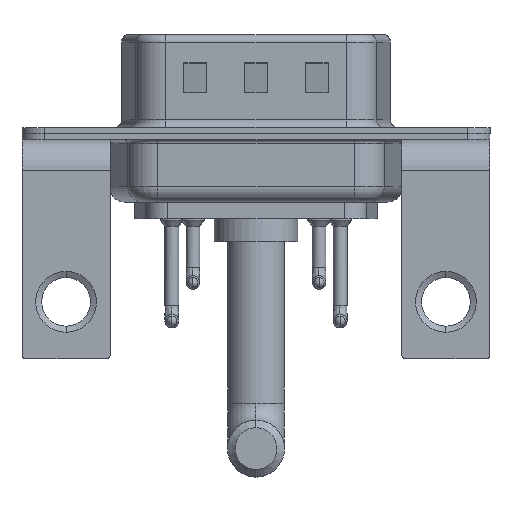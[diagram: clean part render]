
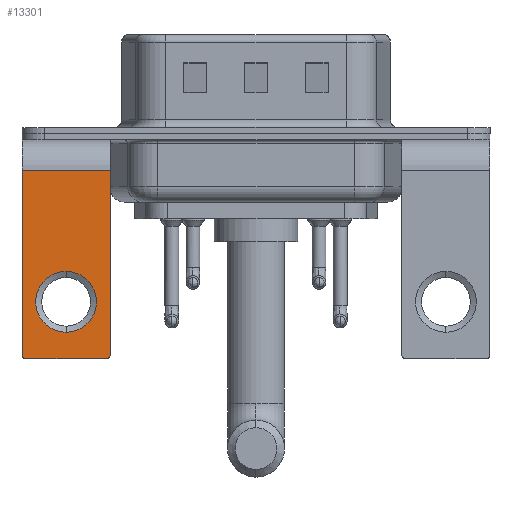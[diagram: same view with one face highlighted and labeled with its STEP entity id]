
A CAD part, front view. The second image highlights one B-rep face of the part: STEP entity #13301.
In plain terms, the highlighted planar face has unit normal (0, -1, 0).
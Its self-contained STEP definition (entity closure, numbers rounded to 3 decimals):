
#49 = LINE ( 'NONE', #3400, #10513 ) ;
#136 = EDGE_CURVE ( 'NONE', #767, #13637, #16923, .T. ) ;
#181 = VERTEX_POINT ( 'NONE', #17853 ) ;
#555 = DIRECTION ( 'NONE',  ( 0., 1., 0. ) ) ;
#767 = VERTEX_POINT ( 'NONE', #1020 ) ;
#859 = CIRCLE ( 'NONE', #8595, 0.25 ) ;
#870 = AXIS2_PLACEMENT_3D ( 'NONE', #5080, #7824, #12612 ) ;
#1020 = CARTESIAN_POINT ( 'NONE',  ( -2.9, -6.25, -2.4 ) ) ;
#1122 = DIRECTION ( 'NONE',  ( 0., 1., 0. ) ) ;
#1572 = VERTEX_POINT ( 'NONE', #7780 ) ;
#2120 = AXIS2_PLACEMENT_3D ( 'NONE', #3598, #11032, #8169 ) ;
#2148 = EDGE_CURVE ( 'NONE', #14873, #1572, #9976, .T. ) ;
#2428 = CARTESIAN_POINT ( 'NONE',  ( -2.9, -6.25, -14.55 ) ) ;
#2456 = FACE_OUTER_BOUND ( 'NONE', #4755, .T. ) ;
#2576 = ORIENTED_EDGE ( 'NONE', *, *, #13092, .T. ) ;
#2773 = AXIS2_PLACEMENT_3D ( 'NONE', #14962, #1122, #13436 ) ;
#3400 = CARTESIAN_POINT ( 'NONE',  ( 2.9, -6.25, -2.4 ) ) ;
#3471 = CARTESIAN_POINT ( 'NONE',  ( -2.65, -6.25, -14.8 ) ) ;
#3598 = CARTESIAN_POINT ( 'NONE',  ( 0., -6.25, -11.07 ) ) ;
#3672 = CARTESIAN_POINT ( 'NONE',  ( 2.9, -6.25, -2.4 ) ) ;
#3685 = CARTESIAN_POINT ( 'NONE',  ( 0., -6.25, -11.07 ) ) ;
#3920 = EDGE_CURVE ( 'NONE', #181, #10943, #6933, .T. ) ;
#3979 = FACE_BOUND ( 'NONE', #10038, .T. ) ;
#4755 = EDGE_LOOP ( 'NONE', ( #14617, #5549, #12237, #15086, #6433, #2576 ) ) ;
#4770 = CARTESIAN_POINT ( 'NONE',  ( 2.9, -6.25, -14.55 ) ) ;
#5080 = CARTESIAN_POINT ( 'NONE',  ( -2.65, -6.25, -14.55 ) ) ;
#5293 = VECTOR ( 'NONE', #14583, 1000. ) ;
#5549 = ORIENTED_EDGE ( 'NONE', *, *, #19138, .T. ) ;
#6243 = DIRECTION ( 'NONE',  ( 0., 0., -1. ) ) ;
#6429 = VECTOR ( 'NONE', #18651, 1000. ) ;
#6433 = ORIENTED_EDGE ( 'NONE', *, *, #16056, .F. ) ;
#6933 = LINE ( 'NONE', #14767, #5293 ) ;
#7780 = CARTESIAN_POINT ( 'NONE',  ( 0., -6.25, -9.07 ) ) ;
#7824 = DIRECTION ( 'NONE',  ( 0., -1., 0. ) ) ;
#8012 = AXIS2_PLACEMENT_3D ( 'NONE', #3685, #555, #15993 ) ;
#8066 = DIRECTION ( 'NONE',  ( -1., 0., 0. ) ) ;
#8169 = DIRECTION ( 'NONE',  ( 0., 0., 1. ) ) ;
#8248 = ORIENTED_EDGE ( 'NONE', *, *, #18233, .T. ) ;
#8595 = AXIS2_PLACEMENT_3D ( 'NONE', #18963, #16618, #12042 ) ;
#8849 = PLANE ( 'NONE',  #2773 ) ;
#9444 = VERTEX_POINT ( 'NONE', #4770 ) ;
#9601 = VERTEX_POINT ( 'NONE', #17484 ) ;
#9976 = CIRCLE ( 'NONE', #8012, 2. ) ;
#10038 = EDGE_LOOP ( 'NONE', ( #15872, #8248 ) ) ;
#10513 = VECTOR ( 'NONE', #6243, 1000. ) ;
#10943 = VERTEX_POINT ( 'NONE', #3471 ) ;
#11032 = DIRECTION ( 'NONE',  ( 0., 1., 0. ) ) ;
#12042 = DIRECTION ( 'NONE',  ( 0., 0., 1. ) ) ;
#12237 = ORIENTED_EDGE ( 'NONE', *, *, #3920, .F. ) ;
#12320 = CARTESIAN_POINT ( 'NONE',  ( 0., -6.25, -13.07 ) ) ;
#12612 = DIRECTION ( 'NONE',  ( 0., 0., 1. ) ) ;
#12656 = CARTESIAN_POINT ( 'NONE',  ( -2.9, -6.25, -2.4 ) ) ;
#12700 = EDGE_CURVE ( 'NONE', #181, #9444, #859, .T. ) ;
#13035 = LINE ( 'NONE', #3672, #19014 ) ;
#13092 = EDGE_CURVE ( 'NONE', #9601, #767, #13035, .T. ) ;
#13301 = ADVANCED_FACE ( 'NONE', ( #3979, #2456 ), #8849, .F. ) ;
#13436 = DIRECTION ( 'NONE',  ( 0., 0., 1. ) ) ;
#13637 = VERTEX_POINT ( 'NONE', #2428 ) ;
#14583 = DIRECTION ( 'NONE',  ( -1., 0., 0. ) ) ;
#14617 = ORIENTED_EDGE ( 'NONE', *, *, #136, .T. ) ;
#14767 = CARTESIAN_POINT ( 'NONE',  ( 2.9, -6.25, -14.8 ) ) ;
#14799 = CIRCLE ( 'NONE', #2120, 2. ) ;
#14873 = VERTEX_POINT ( 'NONE', #12320 ) ;
#14962 = CARTESIAN_POINT ( 'NONE',  ( 2.9, -6.25, -2.4 ) ) ;
#15086 = ORIENTED_EDGE ( 'NONE', *, *, #12700, .T. ) ;
#15805 = CIRCLE ( 'NONE', #870, 0.25 ) ;
#15872 = ORIENTED_EDGE ( 'NONE', *, *, #2148, .T. ) ;
#15993 = DIRECTION ( 'NONE',  ( 0., 0., 1. ) ) ;
#16056 = EDGE_CURVE ( 'NONE', #9601, #9444, #49, .T. ) ;
#16618 = DIRECTION ( 'NONE',  ( 0., -1., 0. ) ) ;
#16923 = LINE ( 'NONE', #12656, #6429 ) ;
#17484 = CARTESIAN_POINT ( 'NONE',  ( 2.9, -6.25, -2.4 ) ) ;
#17853 = CARTESIAN_POINT ( 'NONE',  ( 2.65, -6.25, -14.8 ) ) ;
#18233 = EDGE_CURVE ( 'NONE', #1572, #14873, #14799, .T. ) ;
#18651 = DIRECTION ( 'NONE',  ( 0., 0., -1. ) ) ;
#18963 = CARTESIAN_POINT ( 'NONE',  ( 2.65, -6.25, -14.55 ) ) ;
#19014 = VECTOR ( 'NONE', #8066, 1000. ) ;
#19138 = EDGE_CURVE ( 'NONE', #13637, #10943, #15805, .T. ) ;
